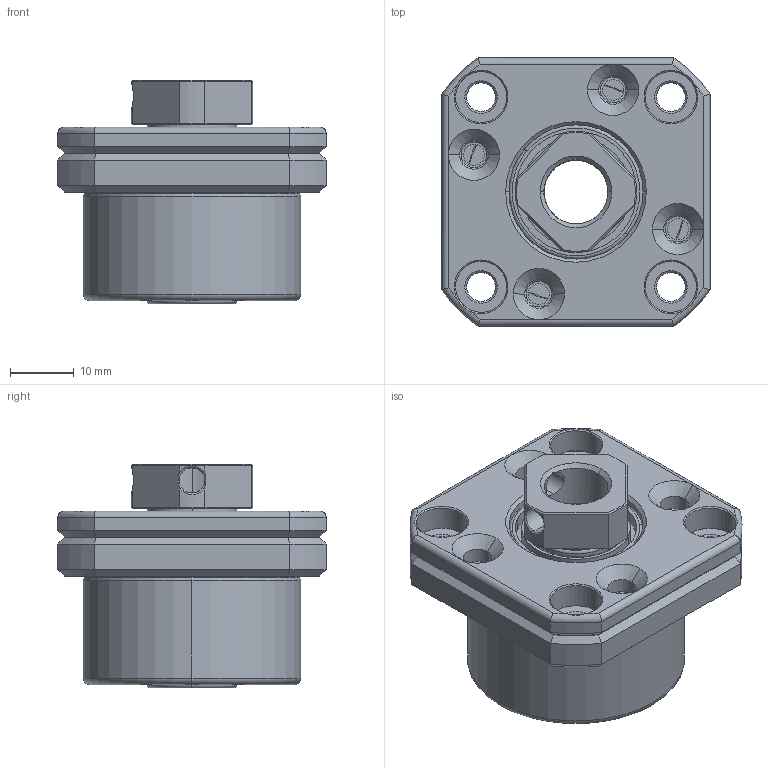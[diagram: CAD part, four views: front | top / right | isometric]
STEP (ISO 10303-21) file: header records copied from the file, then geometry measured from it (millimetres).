
FILE_DESCRIPTION (( 'STEP AP214' ), '1' );
FILE_NAME ('FK10疒遂.STEP', '2018-12-10T05:10:31', ( 'Windows 荤侩磊' ), ( '' ), 'SwSTEP 2.0', 'SolidWorks 2013', '' );
FILE_SCHEMA (( 'AUTOMOTIVE_DESIGN' ));
Length unit declared in the file: millimetre
Products named in the file (7): FK10疒遂; BK10鎖固螺帽(成_); 7000A PO軸承; FK10軸封; FK10軸承_(成_); BK.FK.EK10間隔環; FK10軸承座_體(成_)
Assembly tree (9 placements, depth 2):
  FK10疒遂
    FK10軸承座_體(成_)
    BK.FK.EK10間隔環  x2
    FK10軸承_(成_)
    FK10軸封  x2
    7000A PO軸承  x2
    BK10鎖固螺帽(成_)
Bounding box: 42 x 42 x 35 mm (x, y, z)
Volume: 25423.6 mm3; surface area: 21191.8 mm2
Topology: 29 solids, 29 shells, 453 faces, 1057 edges, 634 vertices
Faces by surface type: cylinder 133, cone 106, torus 80, plane 74, sphere 36, bspline 24
Entity records: 13949 total; most frequent: CARTESIAN_POINT 5588, DIRECTION 1821, ORIENTED_EDGE 1562, AXIS2_PLACEMENT_3D 789, EDGE_CURVE 781, VERTEX_POINT 464, CIRCLE 438, EDGE_LOOP 403
